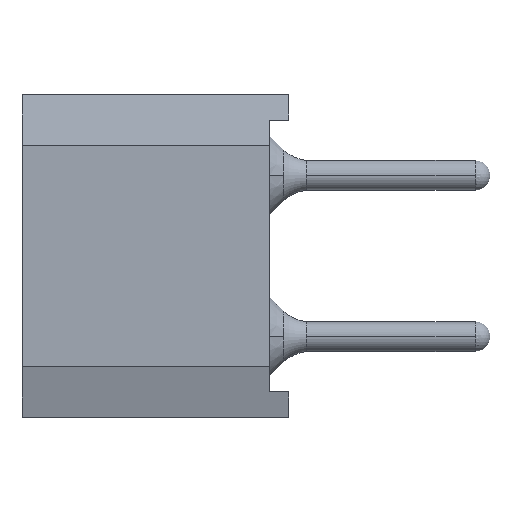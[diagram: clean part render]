
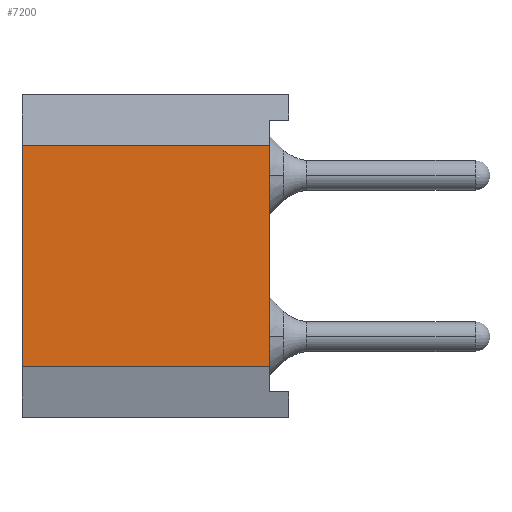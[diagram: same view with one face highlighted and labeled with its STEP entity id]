
A CAD part, left-side view. The second image highlights one B-rep face of the part: STEP entity #7200.
In plain terms, the highlighted planar face has unit normal (-1, 0, 0).
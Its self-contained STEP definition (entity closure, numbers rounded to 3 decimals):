
#3882=VERTEX_POINT('',#10152);
#4522=EDGE_CURVE('',#6840,#7936,#10856,.T.);
#5374=VERTEX_POINT('',#11794);
#5430=EDGE_CURVE('',#3882,#5374,#11859,.T.);
#6840=VERTEX_POINT('',#13453);
#7200=ADVANCED_FACE('',(#13849),#13850,.T.);
#7446=EDGE_CURVE('',#7936,#3882,#14118,.T.);
#7936=VERTEX_POINT('',#14660);
#8636=EDGE_CURVE('',#6840,#5374,#15442,.T.);
#10152=CARTESIAN_POINT('',(-10.16,4.2,1.74));
#10856=LINE('',#18254,#18255);
#11794=CARTESIAN_POINT('',(-10.16,4.2,-1.74));
#11859=LINE('',#19609,#19610);
#13453=CARTESIAN_POINT('',(-10.16,0.3,-1.74));
#13849=FACE_OUTER_BOUND('',#22234,.T.);
#13850=PLANE('',#22235);
#14118=LINE('',#22597,#22598);
#14660=CARTESIAN_POINT('',(-10.16,0.3,1.74));
#15442=LINE('',#24391,#24392);
#18254=CARTESIAN_POINT('',(-10.16,0.3,0.87));
#18255=VECTOR('',#27210,1.0);
#19609=CARTESIAN_POINT('',(-10.16,4.2,1.74));
#19610=VECTOR('',#28424,1.0);
#22234=EDGE_LOOP('',(#30969,#30970,#30971,#30972));
#22235=AXIS2_PLACEMENT_3D('',#30973,#30974,#30975);
#22597=CARTESIAN_POINT('',(-10.16,0.,1.74));
#22598=VECTOR('',#31301,1.0);
#24391=CARTESIAN_POINT('',(-10.16,0.,-1.74));
#24392=VECTOR('',#33011,1.0);
#27210=DIRECTION('',(0.0,0.0,1.0));
#28424=DIRECTION('',(0.0,0.,-1.0));
#30969=ORIENTED_EDGE('',*,*,#4522,.T.);
#30970=ORIENTED_EDGE('',*,*,#7446,.T.);
#30971=ORIENTED_EDGE('',*,*,#5430,.T.);
#30972=ORIENTED_EDGE('',*,*,#8636,.F.);
#30973=CARTESIAN_POINT('',(-10.16,0.,1.74));
#30974=DIRECTION('',(-1.0,0.0,0.0));
#30975=DIRECTION('',(0.0,0.0,1.0));
#31301=DIRECTION('',(0.0,1.0,0.));
#33011=DIRECTION('',(0.0,1.0,0.));
